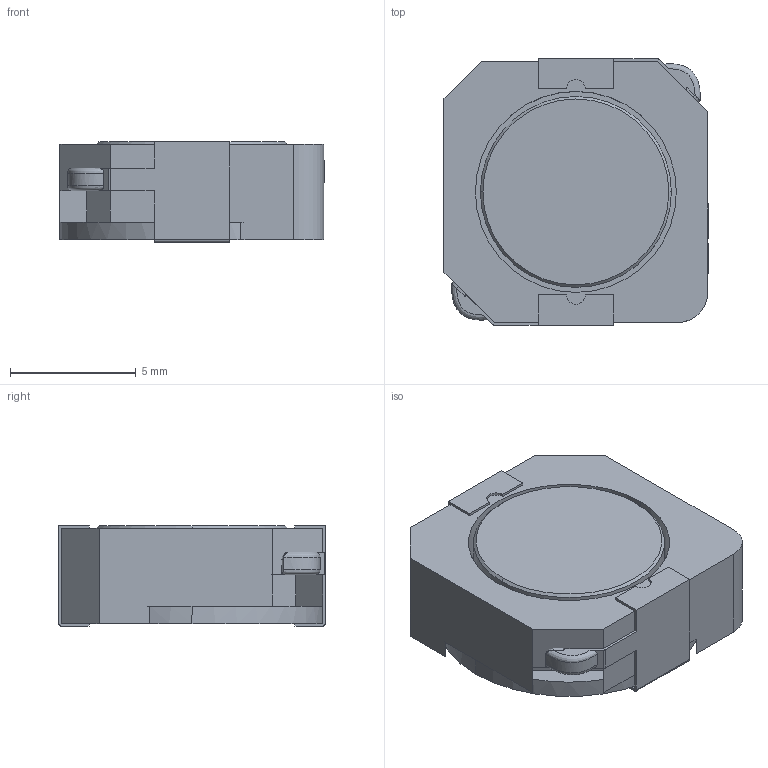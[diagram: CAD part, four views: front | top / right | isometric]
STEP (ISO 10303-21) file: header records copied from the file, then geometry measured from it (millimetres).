
FILE_DESCRIPTION (( 'STEP AP214' ), '1' );
FILE_NAME ('IND-SMD_L10.6-W10.5-H4.0.step', '2025-04-11T05:48:49', ( '' ), ( '' ), 'SwSTEP 2.0', 'SolidWorks 2021', '' );
FILE_SCHEMA (( 'AUTOMOTIVE_DESIGN' ));
Length unit declared in the file: millimetre
Products named in the file (1): IND-SMD_L10.6-W10.5-H4.0
Bounding box: 10.51 x 10.6 x 4 mm (x, y, z)
Volume: 380.8 mm3; surface area: 557.1 mm2
Topology: 3 solids, 3 shells, 330 faces, 887 edges, 580 vertices
Faces by surface type: plane 195, bspline 118, cylinder 15, cone 2
Entity records: 17205 total; most frequent: CARTESIAN_POINT 6380, ORIENTED_EDGE 1766, DIRECTION 1093, EDGE_CURVE 883, LINE 587, VECTOR 587, VERTEX_POINT 580, EDGE_LOOP 351
